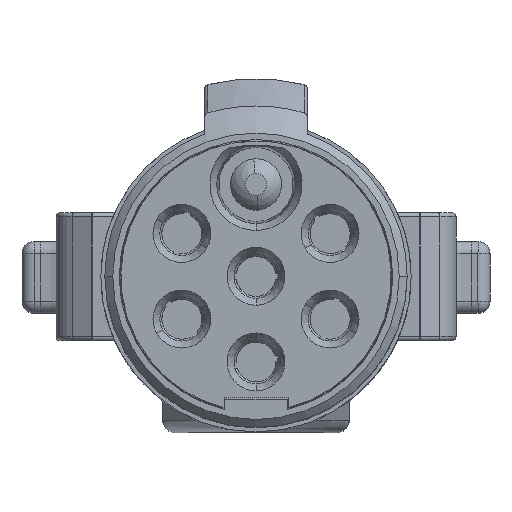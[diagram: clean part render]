
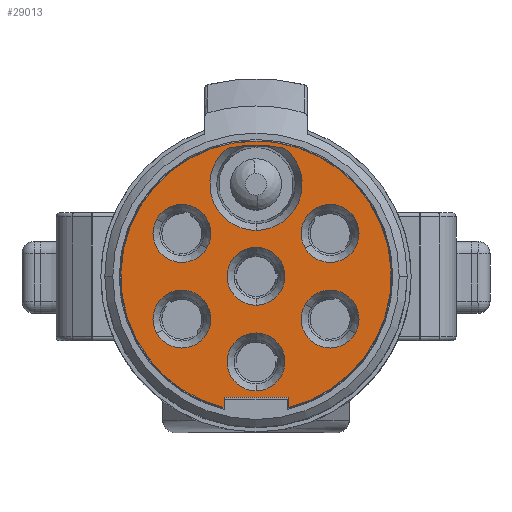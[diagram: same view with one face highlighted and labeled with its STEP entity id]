
A CAD part, top view. The second image highlights one B-rep face of the part: STEP entity #29013.
In plain terms, the highlighted planar face has unit normal (0, 0, 1).
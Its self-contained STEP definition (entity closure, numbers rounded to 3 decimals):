
#4457=CARTESIAN_POINT('',(0.,0.,0.));
#4458=DIRECTION('',(0.,0.,-1.));
#4459=DIRECTION('',(-0.237,-0.972,0.));
#4460=AXIS2_PLACEMENT_3D('',#4457,#4458,#4459);
#4462=CARTESIAN_POINT('',(0.,0.,0.));
#4463=DIRECTION('',(0.,0.,-1.));
#4464=DIRECTION('',(0.,1.,0.));
#4465=AXIS2_PLACEMENT_3D('',#4462,#4463,#4464);
#4467=CARTESIAN_POINT('',(0.,0.,0.));
#4468=DIRECTION('',(0.,0.,-1.));
#4469=DIRECTION('',(0.145,0.989,0.));
#4470=AXIS2_PLACEMENT_3D('',#4467,#4468,#4469);
#4472=DIRECTION('',(0.,-1.,0.));
#4473=VECTOR('',#4472,1.32);
#4474=CARTESIAN_POINT('',(-4.,-15.1,0.));
#4475=LINE('',#4474,#4473);
#4476=CARTESIAN_POINT('',(0.,11.5,0.));
#4477=DIRECTION('',(0.,0.,1.));
#4478=DIRECTION('',(0.,-1.,0.));
#4479=AXIS2_PLACEMENT_3D('',#4476,#4477,#4478);
#4481=CARTESIAN_POINT('',(0.,0.,0.));
#4482=DIRECTION('',(0.,0.,1.));
#4483=DIRECTION('',(0.22,0.976,0.));
#4484=AXIS2_PLACEMENT_3D('',#4481,#4482,#4483);
#4486=CARTESIAN_POINT('',(0.,11.5,0.));
#4487=DIRECTION('',(0.,0.,1.));
#4488=DIRECTION('',(-0.626,0.78,0.));
#4489=AXIS2_PLACEMENT_3D('',#4486,#4487,#4488);
#4491=CARTESIAN_POINT('',(0.,0.,0.));
#4492=DIRECTION('',(0.,0.,1.));
#4493=DIRECTION('',(0.,-1.,0.));
#4494=AXIS2_PLACEMENT_3D('',#4491,#4492,#4493);
#4496=CARTESIAN_POINT('',(0.,0.,0.));
#4497=DIRECTION('',(0.,0.,1.));
#4498=DIRECTION('',(0.,1.,0.));
#4499=AXIS2_PLACEMENT_3D('',#4496,#4497,#4498);
#4501=CARTESIAN_POINT('',(0.,-10.7,0.));
#4502=DIRECTION('',(0.,0.,1.));
#4503=DIRECTION('',(0.,1.,0.));
#4504=AXIS2_PLACEMENT_3D('',#4501,#4502,#4503);
#4506=CARTESIAN_POINT('',(0.,-10.7,0.));
#4507=DIRECTION('',(0.,0.,1.));
#4508=DIRECTION('',(0.,-1.,0.));
#4509=AXIS2_PLACEMENT_3D('',#4506,#4507,#4508);
#4511=CARTESIAN_POINT('',(-9.266,-5.35,0.));
#4512=DIRECTION('',(0.,0.,1.));
#4513=DIRECTION('',(0.866,0.5,0.));
#4514=AXIS2_PLACEMENT_3D('',#4511,#4512,#4513);
#4516=CARTESIAN_POINT('',(-9.266,-5.35,0.));
#4517=DIRECTION('',(0.,0.,1.));
#4518=DIRECTION('',(-0.866,-0.5,0.));
#4519=AXIS2_PLACEMENT_3D('',#4516,#4517,#4518);
#4521=CARTESIAN_POINT('',(-9.266,5.35,0.));
#4522=DIRECTION('',(0.,0.,1.));
#4523=DIRECTION('',(0.866,-0.5,0.));
#4524=AXIS2_PLACEMENT_3D('',#4521,#4522,#4523);
#4526=CARTESIAN_POINT('',(-9.266,5.35,0.));
#4527=DIRECTION('',(0.,0.,1.));
#4528=DIRECTION('',(-0.866,0.5,0.));
#4529=AXIS2_PLACEMENT_3D('',#4526,#4527,#4528);
#4531=CARTESIAN_POINT('',(9.266,5.35,0.));
#4532=DIRECTION('',(0.,0.,1.));
#4533=DIRECTION('',(-0.866,-0.5,0.));
#4534=AXIS2_PLACEMENT_3D('',#4531,#4532,#4533);
#4536=CARTESIAN_POINT('',(9.266,5.35,0.));
#4537=DIRECTION('',(0.,0.,1.));
#4538=DIRECTION('',(0.866,0.5,0.));
#4539=AXIS2_PLACEMENT_3D('',#4536,#4537,#4538);
#4541=CARTESIAN_POINT('',(9.266,-5.35,0.));
#4542=DIRECTION('',(0.,0.,1.));
#4543=DIRECTION('',(-0.866,0.5,0.));
#4544=AXIS2_PLACEMENT_3D('',#4541,#4542,#4543);
#4546=CARTESIAN_POINT('',(9.266,-5.35,0.));
#4547=DIRECTION('',(0.,0.,1.));
#4548=DIRECTION('',(0.866,-0.5,0.));
#4549=AXIS2_PLACEMENT_3D('',#4546,#4547,#4548);
#4555=CARTESIAN_POINT('',(2.444,16.722,0.));
#4570=DIRECTION('',(0.,-1.,0.));
#4571=VECTOR('',#4570,1.32);
#4572=CARTESIAN_POINT('',(4.,-15.1,0.));
#4573=LINE('',#4572,#4571);
#4578=DIRECTION('',(1.,0.,0.));
#4579=VECTOR('',#4578,8.);
#4580=CARTESIAN_POINT('',(-4.,-15.1,0.));
#4581=LINE('',#4580,#4579);
#20933=VERTEX_POINT('',#4555);
#20934=CARTESIAN_POINT('',(-4.,-16.42,0.));
#20935=CARTESIAN_POINT('',(0.,16.9,0.));
#20936=VERTEX_POINT('',#20934);
#20937=VERTEX_POINT('',#20935);
#20952=CARTESIAN_POINT('',(-4.,-15.1,0.));
#20953=VERTEX_POINT('',#20952);
#20954=CARTESIAN_POINT('',(4.,-16.42,0.));
#20955=VERTEX_POINT('',#20954);
#20956=CARTESIAN_POINT('',(4.,-15.1,0.));
#20957=VERTEX_POINT('',#20956);
#20958=CARTESIAN_POINT('',(0.,5.734,0.));
#20959=CARTESIAN_POINT('',(3.607,15.998,
0.));
#20960=VERTEX_POINT('',#20958);
#20961=VERTEX_POINT('',#20959);
#20962=CARTESIAN_POINT('',(-3.607,15.998,
0.));
#20963=VERTEX_POINT('',#20962);
#20964=CARTESIAN_POINT('',(0.,-3.616,0.));
#20965=CARTESIAN_POINT('',(0.,3.616,0.));
#20966=VERTEX_POINT('',#20964);
#20967=VERTEX_POINT('',#20965);
#20968=CARTESIAN_POINT('',(0.,-7.084,0.));
#20969=CARTESIAN_POINT('',(0.,-14.316,0.));
#20970=VERTEX_POINT('',#20968);
#20971=VERTEX_POINT('',#20969);
#20972=CARTESIAN_POINT('',(-6.135,-3.542,
0.));
#20973=CARTESIAN_POINT('',(-12.398,-7.158,
0.));
#20974=VERTEX_POINT('',#20972);
#20975=VERTEX_POINT('',#20973);
#20976=CARTESIAN_POINT('',(-6.135,3.542,
0.));
#20977=CARTESIAN_POINT('',(-12.398,7.158,
0.));
#20978=VERTEX_POINT('',#20976);
#20979=VERTEX_POINT('',#20977);
#20980=CARTESIAN_POINT('',(6.135,3.542,
0.));
#20981=CARTESIAN_POINT('',(12.398,7.158,
0.));
#20982=VERTEX_POINT('',#20980);
#20983=VERTEX_POINT('',#20981);
#20984=CARTESIAN_POINT('',(6.135,-3.542,
0.));
#20985=CARTESIAN_POINT('',(12.398,-7.158,
0.));
#20986=VERTEX_POINT('',#20984);
#20987=VERTEX_POINT('',#20985);
#28953=CARTESIAN_POINT('',(0.,0.,0.));
#28954=DIRECTION('',(0.,0.,1.));
#28955=DIRECTION('',(0.,1.,0.));
#28956=AXIS2_PLACEMENT_3D('',#28953,#28954,#28955);
#28957=PLANE('',#28956);
#28958=ORIENTED_EDGE('',*,*,#28851,.T.);
#28959=ORIENTED_EDGE('',*,*,#28849,.T.);
#28961=ORIENTED_EDGE('',*,*,#28960,.T.);
#28963=ORIENTED_EDGE('',*,*,#28962,.F.);
#28965=ORIENTED_EDGE('',*,*,#28964,.F.);
#28966=ORIENTED_EDGE('',*,*,#28944,.T.);
#28967=EDGE_LOOP('',(#28958,#28959,#28961,#28963,#28965,#28966));
#28968=FACE_OUTER_BOUND('',#28967,.F.);
#28970=ORIENTED_EDGE('',*,*,#28969,.T.);
#28972=ORIENTED_EDGE('',*,*,#28971,.T.);
#28974=ORIENTED_EDGE('',*,*,#28973,.T.);
#28975=EDGE_LOOP('',(#28970,#28972,#28974));
#28976=FACE_BOUND('',#28975,.F.);
#28978=ORIENTED_EDGE('',*,*,#28977,.T.);
#28980=ORIENTED_EDGE('',*,*,#28979,.T.);
#28981=EDGE_LOOP('',(#28978,#28980));
#28982=FACE_BOUND('',#28981,.F.);
#28984=ORIENTED_EDGE('',*,*,#28983,.T.);
#28986=ORIENTED_EDGE('',*,*,#28985,.T.);
#28987=EDGE_LOOP('',(#28984,#28986));
#28988=FACE_BOUND('',#28987,.F.);
#28990=ORIENTED_EDGE('',*,*,#28989,.T.);
#28992=ORIENTED_EDGE('',*,*,#28991,.T.);
#28993=EDGE_LOOP('',(#28990,#28992));
#28994=FACE_BOUND('',#28993,.F.);
#28996=ORIENTED_EDGE('',*,*,#28995,.T.);
#28998=ORIENTED_EDGE('',*,*,#28997,.T.);
#28999=EDGE_LOOP('',(#28996,#28998));
#29000=FACE_BOUND('',#28999,.F.);
#29002=ORIENTED_EDGE('',*,*,#29001,.T.);
#29004=ORIENTED_EDGE('',*,*,#29003,.T.);
#29005=EDGE_LOOP('',(#29002,#29004));
#29006=FACE_BOUND('',#29005,.F.);
#29008=ORIENTED_EDGE('',*,*,#29007,.T.);
#29010=ORIENTED_EDGE('',*,*,#29009,.T.);
#29011=EDGE_LOOP('',(#29008,#29010));
#29012=FACE_BOUND('',#29011,.F.);
#29013=ADVANCED_FACE('',(#28968,#28976,#28982,#28988,#28994,#29000,#29006,
#29012),#28957,.T.);
#4461=CIRCLE('',#4460,16.9);
#4466=CIRCLE('',#4465,16.9);
#4471=CIRCLE('',#4470,16.9);
#4480=CIRCLE('',#4479,5.766);
#4485=CIRCLE('',#4484,16.4);
#4490=CIRCLE('',#4489,5.766);
#4495=CIRCLE('',#4494,3.616);
#4500=CIRCLE('',#4499,3.616);
#4505=CIRCLE('',#4504,3.616);
#4510=CIRCLE('',#4509,3.616);
#4515=CIRCLE('',#4514,3.616);
#4520=CIRCLE('',#4519,3.616);
#4525=CIRCLE('',#4524,3.616);
#4530=CIRCLE('',#4529,3.616);
#4535=CIRCLE('',#4534,3.616);
#4540=CIRCLE('',#4539,3.616);
#4545=CIRCLE('',#4544,3.616);
#4550=CIRCLE('',#4549,3.616);
#28849=EDGE_CURVE('',#20937,#20933,#4466,.T.);
#28851=EDGE_CURVE('',#20936,#20937,#4461,.T.);
#28944=EDGE_CURVE('',#20953,#20936,#4475,.T.);
#28960=EDGE_CURVE('',#20933,#20955,#4471,.T.);
#28962=EDGE_CURVE('',#20957,#20955,#4573,.T.);
#28964=EDGE_CURVE('',#20953,#20957,#4581,.T.);
#28969=EDGE_CURVE('',#20960,#20961,#4480,.T.);
#28971=EDGE_CURVE('',#20961,#20963,#4485,.T.);
#28973=EDGE_CURVE('',#20963,#20960,#4490,.T.);
#28977=EDGE_CURVE('',#20966,#20967,#4495,.T.);
#28979=EDGE_CURVE('',#20967,#20966,#4500,.T.);
#28983=EDGE_CURVE('',#20970,#20971,#4505,.T.);
#28985=EDGE_CURVE('',#20971,#20970,#4510,.T.);
#28989=EDGE_CURVE('',#20974,#20975,#4515,.T.);
#28991=EDGE_CURVE('',#20975,#20974,#4520,.T.);
#28995=EDGE_CURVE('',#20978,#20979,#4525,.T.);
#28997=EDGE_CURVE('',#20979,#20978,#4530,.T.);
#29001=EDGE_CURVE('',#20982,#20983,#4535,.T.);
#29003=EDGE_CURVE('',#20983,#20982,#4540,.T.);
#29007=EDGE_CURVE('',#20986,#20987,#4545,.T.);
#29009=EDGE_CURVE('',#20987,#20986,#4550,.T.);
